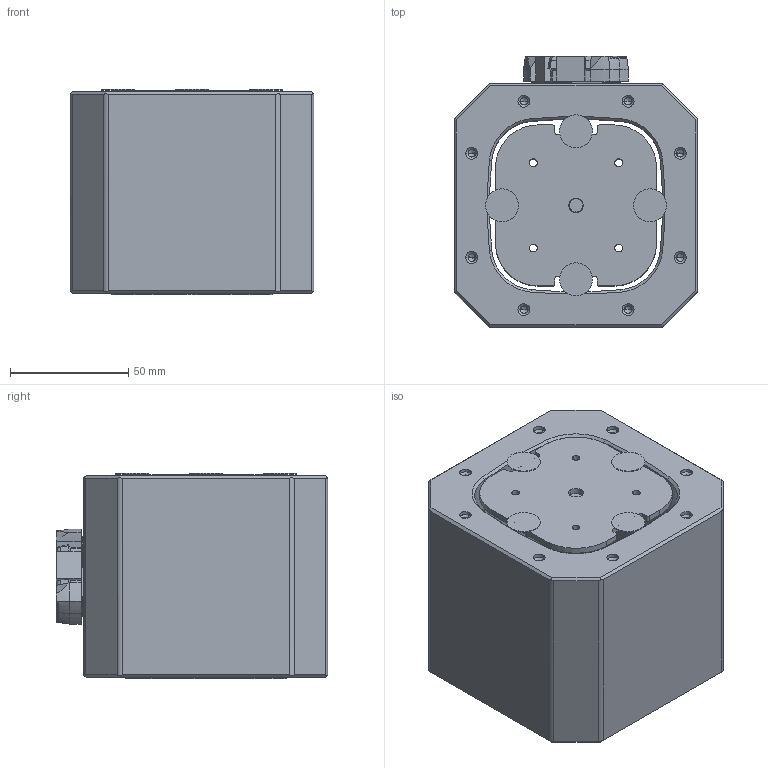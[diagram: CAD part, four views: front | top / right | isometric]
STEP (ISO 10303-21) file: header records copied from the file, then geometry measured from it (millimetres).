
FILE_DESCRIPTION (( 'STEP AP214' ), '1' );
FILE_NAME ('C6 T94 PPN.STEP', '2021-10-21T06:10:18', ( '' ), ( '' ), 'SwSTEP 2.0', 'SolidWorks 2018', '' );
FILE_SCHEMA (( 'AUTOMOTIVE_DESIGN' ));
Length unit declared in the file: millimetre
Products named in the file (13): 1200060; 114713; 118072; 114682; 114518; 062789; 116117; 110470; 116116; 119705; Corps C6 T4-114889; C6 T94 PPN
Assembly tree (17 placements, depth 3):
  C6 T94 PPN
    Corps C6 T4-114889
    119705  x4
    116116
      110470
    116117
      110470
    062789
    1200060
      114518
      114682
      118072  x2
      114713  x2
Bounding box: 103 x 114.5 x 86.6 mm (x, y, z)
Volume: 477843.5 mm3; surface area: 95882.4 mm2
Topology: 14 solids, 14 shells, 882 faces, 2182 edges, 1370 vertices
Faces by surface type: plane 392, cylinder 324, cone 98, torus 48, bspline 16, sphere 4
Entity records: 25821 total; most frequent: CARTESIAN_POINT 5064, DIRECTION 4229, ORIENTED_EDGE 4066, EDGE_CURVE 2033, AXIS2_PLACEMENT_3D 1482, VERTEX_POINT 1297, VECTOR 1265, LINE 1265
